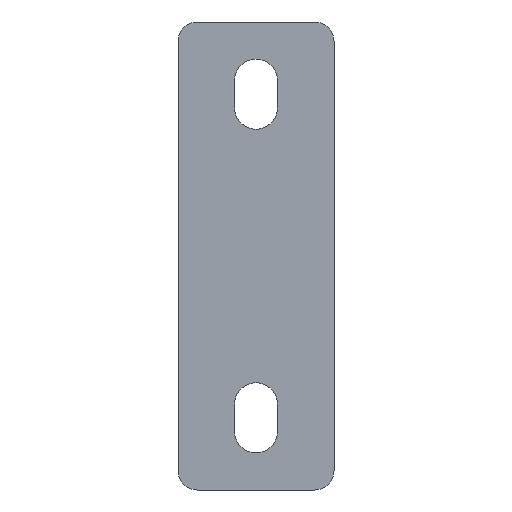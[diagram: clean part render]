
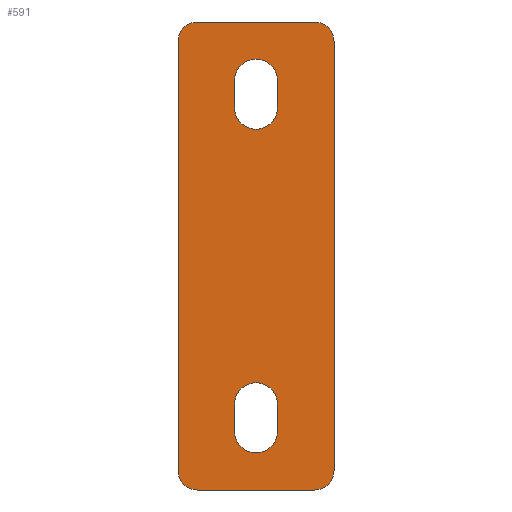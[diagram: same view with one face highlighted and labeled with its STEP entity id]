
A CAD part, front view. The second image highlights one B-rep face of the part: STEP entity #591.
In plain terms, the highlighted planar face has unit normal (0, -1, 0).
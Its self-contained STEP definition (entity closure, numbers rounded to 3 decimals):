
#16=FACE_BOUND('',#202,.T.);
#17=FACE_BOUND('',#203,.T.);
#44=LINE('',#949,#90);
#49=LINE('',#963,#95);
#52=LINE('',#973,#98);
#57=LINE('',#987,#103);
#62=LINE('',#1005,#108);
#65=LINE('',#1011,#111);
#66=LINE('',#1015,#112);
#67=LINE('',#1019,#113);
#90=VECTOR('',#749,10.);
#95=VECTOR('',#762,10.);
#98=VECTOR('',#773,10.);
#103=VECTOR('',#786,10.);
#108=VECTOR('',#805,10.);
#111=VECTOR('',#810,10.);
#112=VECTOR('',#813,10.);
#113=VECTOR('',#816,10.);
#135=PLANE('',#665);
#166=FACE_OUTER_BOUND('',#201,.T.);
#201=EDGE_LOOP('',(#496,#497,#498,#499,#500,#501,#502,#503));
#202=EDGE_LOOP('',(#504,#505,#506,#507));
#203=EDGE_LOOP('',(#508,#509,#510,#511));
#224=CIRCLE('',#647,5.5);
#226=CIRCLE('',#651,5.5);
#228=CIRCLE('',#655,5.5);
#230=CIRCLE('',#659,5.5);
#232=CIRCLE('',#662,5.);
#234=CIRCLE('',#666,5.);
#235=CIRCLE('',#667,5.);
#236=CIRCLE('',#668,5.);
#274=VERTEX_POINT('',#947);
#275=VERTEX_POINT('',#948);
#278=VERTEX_POINT('',#956);
#280=VERTEX_POINT('',#962);
#282=VERTEX_POINT('',#971);
#283=VERTEX_POINT('',#972);
#286=VERTEX_POINT('',#980);
#288=VERTEX_POINT('',#986);
#290=VERTEX_POINT('',#995);
#291=VERTEX_POINT('',#996);
#294=VERTEX_POINT('',#1004);
#296=VERTEX_POINT('',#1010);
#297=VERTEX_POINT('',#1012);
#298=VERTEX_POINT('',#1014);
#299=VERTEX_POINT('',#1016);
#300=VERTEX_POINT('',#1018);
#342=EDGE_CURVE('',#274,#275,#44,.T.);
#346=EDGE_CURVE('',#275,#278,#224,.T.);
#349=EDGE_CURVE('',#278,#280,#49,.T.);
#352=EDGE_CURVE('',#280,#274,#226,.T.);
#354=EDGE_CURVE('',#282,#283,#52,.T.);
#358=EDGE_CURVE('',#283,#286,#228,.T.);
#361=EDGE_CURVE('',#286,#288,#57,.T.);
#364=EDGE_CURVE('',#288,#282,#230,.T.);
#366=EDGE_CURVE('',#290,#291,#232,.T.);
#370=EDGE_CURVE('',#294,#291,#62,.T.);
#373=EDGE_CURVE('',#290,#296,#65,.T.);
#374=EDGE_CURVE('',#297,#296,#234,.T.);
#375=EDGE_CURVE('',#297,#298,#66,.T.);
#376=EDGE_CURVE('',#299,#298,#235,.T.);
#377=EDGE_CURVE('',#299,#300,#67,.T.);
#378=EDGE_CURVE('',#294,#300,#236,.T.);
#496=ORIENTED_EDGE('',*,*,#366,.F.);
#497=ORIENTED_EDGE('',*,*,#373,.T.);
#498=ORIENTED_EDGE('',*,*,#374,.F.);
#499=ORIENTED_EDGE('',*,*,#375,.T.);
#500=ORIENTED_EDGE('',*,*,#376,.F.);
#501=ORIENTED_EDGE('',*,*,#377,.T.);
#502=ORIENTED_EDGE('',*,*,#378,.F.);
#503=ORIENTED_EDGE('',*,*,#370,.T.);
#504=ORIENTED_EDGE('',*,*,#349,.T.);
#505=ORIENTED_EDGE('',*,*,#352,.T.);
#506=ORIENTED_EDGE('',*,*,#342,.T.);
#507=ORIENTED_EDGE('',*,*,#346,.T.);
#508=ORIENTED_EDGE('',*,*,#361,.T.);
#509=ORIENTED_EDGE('',*,*,#364,.T.);
#510=ORIENTED_EDGE('',*,*,#354,.T.);
#511=ORIENTED_EDGE('',*,*,#358,.T.);
#591=ADVANCED_FACE('',(#166,#16,#17),#135,.T.);
#647=AXIS2_PLACEMENT_3D('',#957,#755,#756);
#651=AXIS2_PLACEMENT_3D('',#968,#767,#768);
#655=AXIS2_PLACEMENT_3D('',#981,#779,#780);
#659=AXIS2_PLACEMENT_3D('',#992,#791,#792);
#662=AXIS2_PLACEMENT_3D('',#997,#797,#798);
#665=AXIS2_PLACEMENT_3D('',#1009,#808,#809);
#666=AXIS2_PLACEMENT_3D('',#1013,#811,#812);
#667=AXIS2_PLACEMENT_3D('',#1017,#814,#815);
#668=AXIS2_PLACEMENT_3D('',#1020,#817,#818);
#749=DIRECTION('',(0.,0.,-1.));
#755=DIRECTION('center_axis',(0.,1.,0.));
#756=DIRECTION('ref_axis',(1.,0.,0.));
#762=DIRECTION('',(0.,0.,1.));
#767=DIRECTION('center_axis',(0.,1.,0.));
#768=DIRECTION('ref_axis',(-1.,0.,0.));
#773=DIRECTION('',(0.,0.,-1.));
#779=DIRECTION('center_axis',(0.,1.,0.));
#780=DIRECTION('ref_axis',(1.,0.,0.));
#786=DIRECTION('',(0.,0.,1.));
#791=DIRECTION('center_axis',(0.,1.,0.));
#792=DIRECTION('ref_axis',(-1.,0.,0.));
#797=DIRECTION('center_axis',(0.,1.,0.));
#798=DIRECTION('ref_axis',(-0.707,0.,-0.707));
#805=DIRECTION('',(0.,0.,-1.));
#808=DIRECTION('center_axis',(0.,-1.,0.));
#809=DIRECTION('ref_axis',(0.,0.,-1.));
#810=DIRECTION('',(1.,0.,0.));
#811=DIRECTION('center_axis',(0.,1.,0.));
#812=DIRECTION('ref_axis',(0.707,0.,-0.707));
#813=DIRECTION('',(0.,0.,1.));
#814=DIRECTION('center_axis',(0.,1.,0.));
#815=DIRECTION('ref_axis',(0.707,0.,0.707));
#816=DIRECTION('',(-1.,0.,0.));
#817=DIRECTION('center_axis',(0.,1.,0.));
#818=DIRECTION('ref_axis',(-0.707,0.,0.707));
#947=CARTESIAN_POINT('',(5.5,-4.,-38.));
#948=CARTESIAN_POINT('',(5.5,-4.,-45.));
#949=CARTESIAN_POINT('',(5.5,-4.,-22.5));
#956=CARTESIAN_POINT('',(-5.5,-4.,-45.));
#957=CARTESIAN_POINT('Origin',(0.,-4.,-45.));
#962=CARTESIAN_POINT('',(-5.5,-4.,-38.));
#963=CARTESIAN_POINT('',(-5.5,-4.,-19.));
#968=CARTESIAN_POINT('Origin',(0.,-4.,-38.));
#971=CARTESIAN_POINT('',(5.5,-4.,45.));
#972=CARTESIAN_POINT('',(5.5,-4.,38.));
#973=CARTESIAN_POINT('',(5.5,-4.,19.));
#980=CARTESIAN_POINT('',(-5.5,-4.,38.));
#981=CARTESIAN_POINT('Origin',(0.,-4.,38.));
#986=CARTESIAN_POINT('',(-5.5,-4.,45.));
#987=CARTESIAN_POINT('',(-5.5,-4.,22.5));
#992=CARTESIAN_POINT('Origin',(0.,-4.,45.));
#995=CARTESIAN_POINT('',(-15.,-4.,-60.));
#996=CARTESIAN_POINT('',(-20.,-4.,-55.));
#997=CARTESIAN_POINT('Origin',(-15.,-4.,-55.));
#1004=CARTESIAN_POINT('',(-20.,-4.,55.));
#1005=CARTESIAN_POINT('',(-20.,-4.,-60.));
#1009=CARTESIAN_POINT('Origin',(0.,-4.,0.));
#1010=CARTESIAN_POINT('',(15.,-4.,-60.));
#1011=CARTESIAN_POINT('',(20.,-4.,-60.));
#1012=CARTESIAN_POINT('',(20.,-4.,-55.));
#1013=CARTESIAN_POINT('Origin',(15.,-4.,-55.));
#1014=CARTESIAN_POINT('',(20.,-4.,55.));
#1015=CARTESIAN_POINT('',(20.,-4.,60.));
#1016=CARTESIAN_POINT('',(15.,-4.,60.));
#1017=CARTESIAN_POINT('Origin',(15.,-4.,55.));
#1018=CARTESIAN_POINT('',(-15.,-4.,60.));
#1019=CARTESIAN_POINT('',(-20.,-4.,60.));
#1020=CARTESIAN_POINT('Origin',(-15.,-4.,55.));
